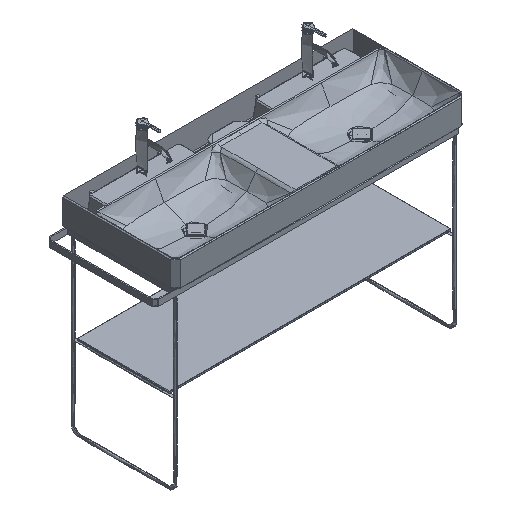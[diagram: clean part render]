
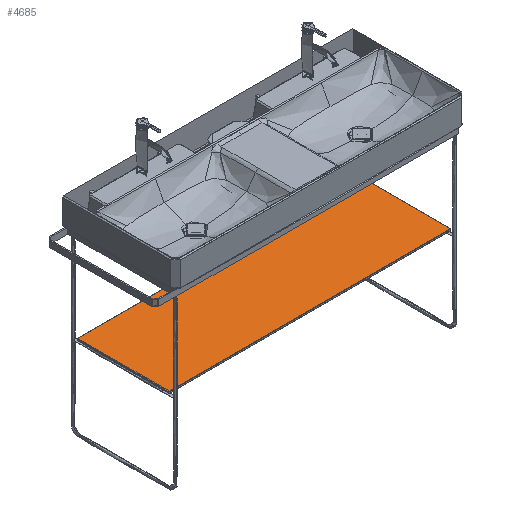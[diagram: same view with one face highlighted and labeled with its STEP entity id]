
A CAD part, isometric view. The second image highlights one B-rep face of the part: STEP entity #4685.
In plain terms, the highlighted free-form (B-spline) face has degree [1, 1] with [2, 2] control points.
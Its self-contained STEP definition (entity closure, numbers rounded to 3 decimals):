
#3018=B_SPLINE_SURFACE_WITH_KNOTS('',1,1,((#207464,#207465),(#207466,#207467)),
 .UNSPECIFIED.,.F.,.F.,.F.,(2,2),(2,2),(-399.36,993.36),(3.74,456.26),
 .UNSPECIFIED.);
#3022=B_SPLINE_SURFACE_WITH_KNOTS('',1,1,((#207480,#207481),(#207482,#207483)),
 .UNSPECIFIED.,.F.,.F.,.F.,(2,2),(2,2),(-0.297,2.418),
(38.84,493.16),.UNSPECIFIED.);
#3025=B_SPLINE_SURFACE_WITH_KNOTS('',1,1,((#207492,#207493),(#207494,#207495)),
 .UNSPECIFIED.,.F.,.F.,.F.,(2,2),(2,2),(117.19,1511.71),(-0.297,
2.418),.UNSPECIFIED.);
#3030=B_SPLINE_SURFACE_WITH_KNOTS('',1,1,((#207512,#207513),(#207514,#207515)),
 .UNSPECIFIED.,.F.,.F.,.F.,(2,2),(2,2),(117.19,1511.71),(-0.297,
2.418),.UNSPECIFIED.);
#3033=B_SPLINE_SURFACE_WITH_KNOTS('',1,1,((#207524,#207525),(#207526,#207527)),
 .UNSPECIFIED.,.F.,.F.,.F.,(2,2),(2,2),(38.84,493.16),(-0.297,
2.418),.UNSPECIFIED.);
#4685=ADVANCED_FACE('',(#6378),#3018,.T.);
#6378=FACE_OUTER_BOUND('',#8059,.T.);
#8059=EDGE_LOOP('',(#15248,#15249,#15250,#15251));
#15248=ORIENTED_EDGE('',*,*,#38008,.T.);
#15249=ORIENTED_EDGE('',*,*,#38009,.T.);
#15250=ORIENTED_EDGE('',*,*,#38010,.T.);
#15251=ORIENTED_EDGE('',*,*,#38011,.T.);
#22711=PCURVE('',#3018,#30174);
#22712=PCURVE('',#3018,#30175);
#22713=PCURVE('',#3018,#30176);
#22714=PCURVE('',#3018,#30177);
#22730=PCURVE('',#3022,#30193);
#22750=PCURVE('',#3025,#30213);
#22774=PCURVE('',#3030,#30237);
#22792=PCURVE('',#3033,#30255);
#30174=DEFINITIONAL_REPRESENTATION('',(#46568),#209262);
#30175=DEFINITIONAL_REPRESENTATION('',(#46570),#209262);
#30176=DEFINITIONAL_REPRESENTATION('',(#46572),#209262);
#30177=DEFINITIONAL_REPRESENTATION('',(#46574),#209262);
#30193=DEFINITIONAL_REPRESENTATION('',(#46604),#209262);
#30213=DEFINITIONAL_REPRESENTATION('',(#46633),#209262);
#30237=DEFINITIONAL_REPRESENTATION('',(#46670),#209262);
#30255=DEFINITIONAL_REPRESENTATION('',(#46694),#209262);
#34178=SURFACE_CURVE('',#46567,(#22711,#22730),.PCURVE_S1.);
#34179=SURFACE_CURVE('',#46569,(#22712,#22774),.PCURVE_S1.);
#34180=SURFACE_CURVE('',#46571,(#22713,#22792),.PCURVE_S1.);
#34181=SURFACE_CURVE('',#46573,(#22714,#22750),.PCURVE_S1.);
#38008=EDGE_CURVE('',#49221,#49222,#34178,.T.);
#38009=EDGE_CURVE('',#49222,#49223,#34179,.T.);
#38010=EDGE_CURVE('',#49223,#49224,#34180,.T.);
#38011=EDGE_CURVE('',#49224,#49221,#34181,.T.);
#46567=B_SPLINE_CURVE_WITH_KNOTS('',1,(#207568,#207569),.UNSPECIFIED.,.F.,
 .F.,(2,2),(-377.,0.),.UNSPECIFIED.);
#46568=B_SPLINE_CURVE_WITH_KNOTS('',1,(#207570,#207571),.UNSPECIFIED.,.F.,
 .F.,(2,2),(-377.,0.),.UNSPECIFIED.);
#46569=B_SPLINE_CURVE_WITH_KNOTS('',1,(#207572,#207573),.UNSPECIFIED.,.F.,
 .F.,(2,2),(0.,1160.5),.UNSPECIFIED.);
#46570=B_SPLINE_CURVE_WITH_KNOTS('',1,(#207574,#207575),.UNSPECIFIED.,.F.,
 .F.,(2,2),(0.,1160.5),.UNSPECIFIED.);
#46571=B_SPLINE_CURVE_WITH_KNOTS('',1,(#207576,#207577),.UNSPECIFIED.,.F.,
 .F.,(2,2),(0.,377.),.UNSPECIFIED.);
#46572=B_SPLINE_CURVE_WITH_KNOTS('',1,(#207578,#207579),.UNSPECIFIED.,.F.,
 .F.,(2,2),(0.,377.),.UNSPECIFIED.);
#46573=B_SPLINE_CURVE_WITH_KNOTS('',1,(#207580,#207581),.UNSPECIFIED.,.F.,
 .F.,(2,2),(0.,1160.5),.UNSPECIFIED.);
#46574=B_SPLINE_CURVE_WITH_KNOTS('',1,(#207582,#207583),.UNSPECIFIED.,.F.,
 .F.,(2,2),(0.,1160.5),.UNSPECIFIED.);
#46604=B_SPLINE_CURVE_WITH_KNOTS('',1,(#207642,#207643),.UNSPECIFIED.,.F.,
 .F.,(2,2),(-377.,0.),.UNSPECIFIED.);
#46633=B_SPLINE_CURVE_WITH_KNOTS('',1,(#207700,#207701),.UNSPECIFIED.,.F.,
 .F.,(2,2),(0.,1160.5),.UNSPECIFIED.);
#46670=B_SPLINE_CURVE_WITH_KNOTS('',1,(#207774,#207775),.UNSPECIFIED.,.F.,
 .F.,(2,2),(0.,1160.5),.UNSPECIFIED.);
#46694=B_SPLINE_CURVE_WITH_KNOTS('',1,(#207822,#207823),.UNSPECIFIED.,.F.,
 .F.,(2,2),(0.,377.),.UNSPECIFIED.);
#49221=VERTEX_POINT('',#207536);
#49222=VERTEX_POINT('',#207537);
#49223=VERTEX_POINT('',#207538);
#49224=VERTEX_POINT('',#207539);
#207464=CARTESIAN_POINT('',(695.206,229.156,-418.5));
#207465=CARTESIAN_POINT('',(695.206,-223.364,-418.5));
#207466=CARTESIAN_POINT('',(-697.514,229.156,-418.5));
#207467=CARTESIAN_POINT('',(-697.514,-223.364,-418.5));
#207480=CARTESIAN_POINT('',(580.806,230.056,-420.21));
#207481=CARTESIAN_POINT('',(580.806,-224.264,-420.21));
#207482=CARTESIAN_POINT('',(578.886,230.056,-418.29));
#207483=CARTESIAN_POINT('',(578.886,-224.264,-418.29));
#207492=CARTESIAN_POINT('',(-698.414,-187.314,-420.21));
#207493=CARTESIAN_POINT('',(-698.414,-185.394,-418.29));
#207494=CARTESIAN_POINT('',(696.106,-187.314,-420.21));
#207495=CARTESIAN_POINT('',(696.106,-185.394,-418.29));
#207512=CARTESIAN_POINT('',(696.106,193.106,-420.21));
#207513=CARTESIAN_POINT('',(696.106,191.186,-418.29));
#207514=CARTESIAN_POINT('',(-698.414,193.106,-420.21));
#207515=CARTESIAN_POINT('',(-698.414,191.186,-418.29));
#207524=CARTESIAN_POINT('',(-583.114,230.056,-420.21));
#207525=CARTESIAN_POINT('',(-581.194,230.056,-418.29));
#207526=CARTESIAN_POINT('',(-583.114,-224.264,-420.21));
#207527=CARTESIAN_POINT('',(-581.194,-224.264,-418.29));
#207536=CARTESIAN_POINT('',(579.096,-185.604,-418.5));
#207537=CARTESIAN_POINT('',(579.096,191.396,-418.5));
#207538=CARTESIAN_POINT('',(-581.404,191.396,-418.5));
#207539=CARTESIAN_POINT('',(-581.404,-185.604,-418.5));
#207568=CARTESIAN_POINT('',(579.096,-185.604,-418.5));
#207569=CARTESIAN_POINT('',(579.096,191.396,-418.5));
#207570=CARTESIAN_POINT('',(-283.25,418.5));
#207571=CARTESIAN_POINT('',(-283.25,41.5));
#207572=CARTESIAN_POINT('',(579.096,191.396,-418.5));
#207573=CARTESIAN_POINT('',(-581.404,191.396,-418.5));
#207574=CARTESIAN_POINT('',(-283.25,41.5));
#207575=CARTESIAN_POINT('',(877.25,41.5));
#207576=CARTESIAN_POINT('',(-581.404,191.396,-418.5));
#207577=CARTESIAN_POINT('',(-581.404,-185.604,-418.5));
#207578=CARTESIAN_POINT('',(877.25,41.5));
#207579=CARTESIAN_POINT('',(877.25,418.5));
#207580=CARTESIAN_POINT('',(-581.404,-185.604,-418.5));
#207581=CARTESIAN_POINT('',(579.096,-185.604,-418.5));
#207582=CARTESIAN_POINT('',(877.25,418.5));
#207583=CARTESIAN_POINT('',(-283.25,418.5));
#207642=CARTESIAN_POINT('',(2.121,454.5));
#207643=CARTESIAN_POINT('',(2.121,77.5));
#207700=CARTESIAN_POINT('',(234.2,2.121));
#207701=CARTESIAN_POINT('',(1394.7,2.121));
#207774=CARTESIAN_POINT('',(234.2,2.121));
#207775=CARTESIAN_POINT('',(1394.7,2.121));
#207822=CARTESIAN_POINT('',(77.5,2.121));
#207823=CARTESIAN_POINT('',(454.5,2.121));
#209262=(
GEOMETRIC_REPRESENTATION_CONTEXT(2)
PARAMETRIC_REPRESENTATION_CONTEXT()
REPRESENTATION_CONTEXT('pspace','')
);
